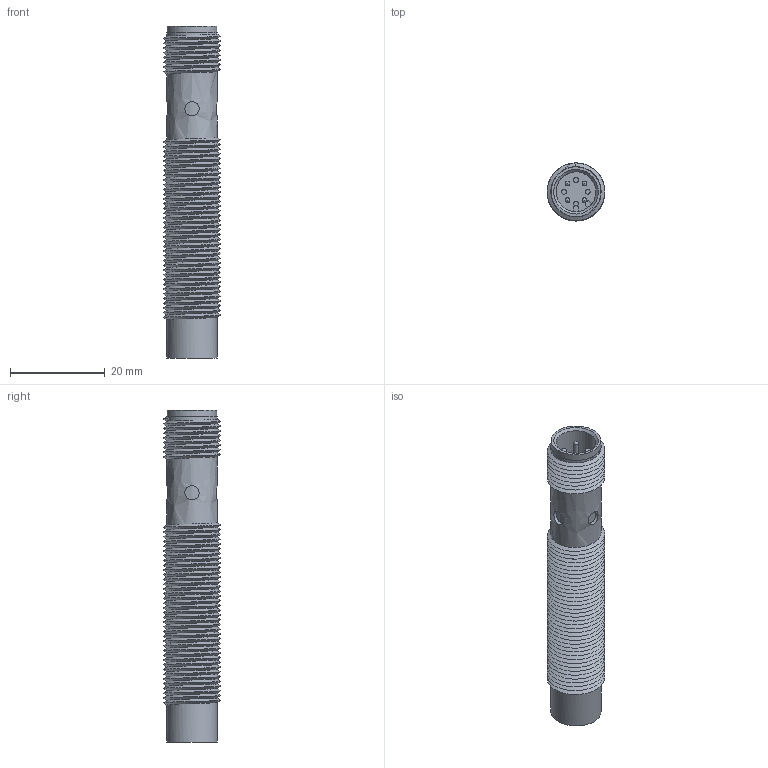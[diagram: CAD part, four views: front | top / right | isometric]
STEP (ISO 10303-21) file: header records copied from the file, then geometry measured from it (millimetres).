
FILE_DESCRIPTION( ('This file contains a STEP AP42 implementation' ,'as created by ZW3D STEP Interface translator.') ,'2;1' );
FILE_NAME( 'OCN2-1208X-XRL4.stp' ,'20 513.153237', (''), ('ZWCAD Software Co.'), 'Version 1.0', 'ZW3D to STEP translator', '' );
FILE_SCHEMA(('AUTOMOTIVE_DESIGN'));
Length unit declared in the file: millimetre
Products named in the file (2): 0; OCN2-1208X-XRL4
Bounding box: 12.16 x 12.16 x 70.05 mm (x, y, z)
Volume: 5876.3 mm3; surface area: 4432.3 mm2
Topology: 1 solids, 11 shells, 94 faces, 243 edges, 163 vertices
Faces by surface type: bspline 94
Entity records: 5554 total; most frequent: CARTESIAN_POINT 4125, ORIENTED_EDGE 454, EDGE_CURVE 237, VERTEX_POINT 159, B_SPLINE_CURVE_WITH_KNOTS 105, EDGE_LOOP 98, FACE_OUTER_BOUND 94, ADVANCED_FACE 94
